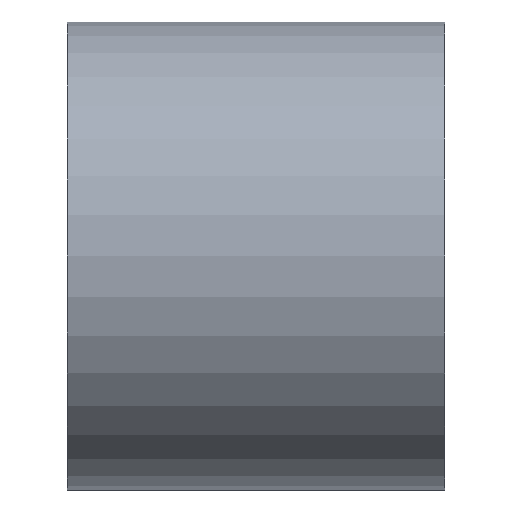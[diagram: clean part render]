
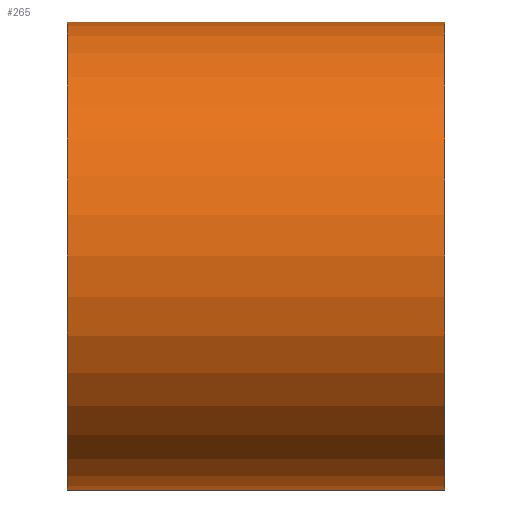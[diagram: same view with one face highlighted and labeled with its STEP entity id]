
A CAD part, left-side view. The second image highlights one B-rep face of the part: STEP entity #265.
In plain terms, the highlighted cylindrical face has radius 7.874 mm (diameter 15.748 mm), a partial arc.
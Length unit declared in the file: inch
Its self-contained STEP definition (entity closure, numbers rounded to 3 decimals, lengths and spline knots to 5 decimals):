
#127=DIRECTION('',(0.,1.,0.));
#128=VECTOR('',#127,0.5);
#129=CARTESIAN_POINT('',(0.,0.,-0.31));
#130=LINE('',#129,#128);
#131=DIRECTION('',(0.,1.,0.));
#132=VECTOR('',#131,0.5);
#133=CARTESIAN_POINT('',(0.,0.,0.31));
#134=LINE('',#133,#132);
#135=CARTESIAN_POINT('',(0.,0.,0.));
#136=DIRECTION('',(0.,1.,0.));
#137=DIRECTION('',(0.,0.,-1.));
#138=AXIS2_PLACEMENT_3D('',#135,#136,#137);
#140=CARTESIAN_POINT('',(0.,0.5,0.));
#141=DIRECTION('',(0.,1.,0.));
#142=DIRECTION('',(0.,0.,-1.));
#143=AXIS2_PLACEMENT_3D('',#140,#141,#142);
#196=CARTESIAN_POINT('',(0.,0.,-0.31));
#197=CARTESIAN_POINT('',(0.,0.5,-0.31));
#198=VERTEX_POINT('',#196);
#199=VERTEX_POINT('',#197);
#200=CARTESIAN_POINT('',(0.,0.,0.31));
#201=CARTESIAN_POINT('',(0.,0.5,0.31));
#202=VERTEX_POINT('',#200);
#203=VERTEX_POINT('',#201);
#253=CARTESIAN_POINT('',(0.,0.525,0.));
#254=DIRECTION('',(0.,-1.,0.));
#255=DIRECTION('',(0.,0.,1.));
#256=AXIS2_PLACEMENT_3D('',#253,#254,#255);
#257=CYLINDRICAL_SURFACE('',#256,0.31);
#258=ORIENTED_EDGE('',*,*,#243,.T.);
#260=ORIENTED_EDGE('',*,*,#259,.T.);
#261=ORIENTED_EDGE('',*,*,#246,.F.);
#262=ORIENTED_EDGE('',*,*,#227,.F.);
#263=EDGE_LOOP('',(#258,#260,#261,#262));
#264=FACE_OUTER_BOUND('',#263,.F.);
#265=ADVANCED_FACE('',(#264),#257,.T.);
#139=CIRCLE('',#138,0.31);
#144=CIRCLE('',#143,0.31);
#227=EDGE_CURVE('',#198,#202,#139,.T.);
#243=EDGE_CURVE('',#198,#199,#130,.T.);
#246=EDGE_CURVE('',#202,#203,#134,.T.);
#259=EDGE_CURVE('',#199,#203,#144,.T.);
